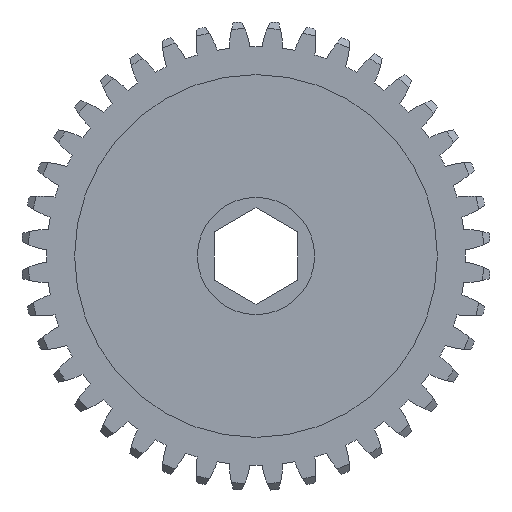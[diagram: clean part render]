
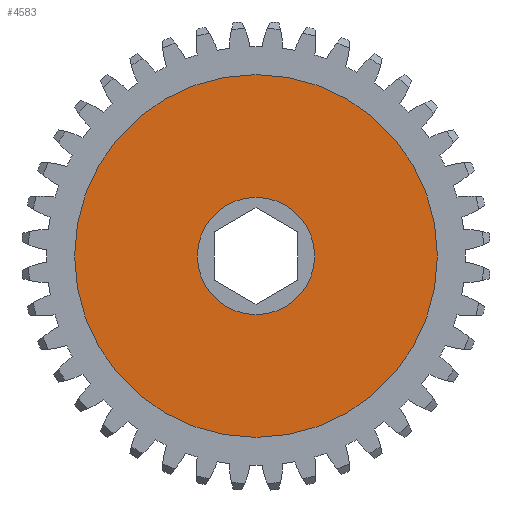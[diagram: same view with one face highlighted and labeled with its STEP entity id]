
A CAD part, left-side view. The second image highlights one B-rep face of the part: STEP entity #4583.
In plain terms, the highlighted planar face has unit normal (-1, 0, 0).
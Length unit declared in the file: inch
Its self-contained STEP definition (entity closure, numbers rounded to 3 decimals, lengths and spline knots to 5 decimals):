
#43 = EDGE_LOOP ( 'NONE', ( #5302, #2938 ) ) ;
#776 = AXIS2_PLACEMENT_3D ( 'NONE', #1454, #1717, #1546 ) ;
#1454 = CARTESIAN_POINT ( 'NONE',  ( 0.1375, 0., 0. ) ) ;
#1500 = DIRECTION ( 'NONE',  ( 1., 0., 0. ) ) ;
#1533 = CARTESIAN_POINT ( 'NONE',  ( 0.1375, 0., 0. ) ) ;
#1546 = DIRECTION ( 'NONE',  ( 0., 0., -1. ) ) ;
#1602 = AXIS2_PLACEMENT_3D ( 'NONE', #2866, #2879, #9029 ) ;
#1717 = DIRECTION ( 'NONE',  ( 1., 0., 0. ) ) ;
#1979 = AXIS2_PLACEMENT_3D ( 'NONE', #4844, #4701, #4642 ) ;
#2241 = ORIENTED_EDGE ( 'NONE', *, *, #6487, .F. ) ;
#2289 = CIRCLE ( 'NONE', #776, 0.2625 ) ;
#2299 = EDGE_LOOP ( 'NONE', ( #2241, #4294 ) ) ;
#2326 = AXIS2_PLACEMENT_3D ( 'NONE', #3480, #4344, #6346 ) ;
#2866 = CARTESIAN_POINT ( 'NONE',  ( 0.1375, 0., 0. ) ) ;
#2879 = DIRECTION ( 'NONE',  ( 1., 0., 0. ) ) ;
#2938 = ORIENTED_EDGE ( 'NONE', *, *, #5964, .T. ) ;
#3480 = CARTESIAN_POINT ( 'NONE',  ( 0.1375, 0., 0. ) ) ;
#3848 = VERTEX_POINT ( 'NONE', #4892 ) ;
#4167 = EDGE_CURVE ( 'NONE', #8190, #3848, #2289, .T. ) ;
#4294 = ORIENTED_EDGE ( 'NONE', *, *, #8078, .F. ) ;
#4344 = DIRECTION ( 'NONE',  ( 1., 0., 0. ) ) ;
#4583 = ADVANCED_FACE ( 'NONE', ( #5808, #5857 ), #4733, .F. ) ;
#4615 = CIRCLE ( 'NONE', #1602, 0.8125 ) ;
#4642 = DIRECTION ( 'NONE',  ( 0., 0., -1. ) ) ;
#4646 = AXIS2_PLACEMENT_3D ( 'NONE', #1533, #1500, #7397 ) ;
#4701 = DIRECTION ( 'NONE',  ( 1., 0., 0. ) ) ;
#4733 = PLANE ( 'NONE',  #1979 ) ;
#4844 = CARTESIAN_POINT ( 'NONE',  ( 0.1375, 0., 0. ) ) ;
#4892 = CARTESIAN_POINT ( 'NONE',  ( 0.1375, 0., 0.2625 ) ) ;
#5302 = ORIENTED_EDGE ( 'NONE', *, *, #4167, .T. ) ;
#5580 = CARTESIAN_POINT ( 'NONE',  ( 0.1375, 0., -0.2625 ) ) ;
#5808 = FACE_OUTER_BOUND ( 'NONE', #2299, .T. ) ;
#5857 = FACE_BOUND ( 'NONE', #43, .T. ) ;
#5964 = EDGE_CURVE ( 'NONE', #3848, #8190, #8897, .T. ) ;
#6346 = DIRECTION ( 'NONE',  ( 0., 0., -1. ) ) ;
#6487 = EDGE_CURVE ( 'NONE', #8554, #7178, #4615, .T. ) ;
#7178 = VERTEX_POINT ( 'NONE', #8843 ) ;
#7397 = DIRECTION ( 'NONE',  ( 0., 0., -1. ) ) ;
#8078 = EDGE_CURVE ( 'NONE', #7178, #8554, #8382, .T. ) ;
#8190 = VERTEX_POINT ( 'NONE', #5580 ) ;
#8382 = CIRCLE ( 'NONE', #2326, 0.8125 ) ;
#8439 = CARTESIAN_POINT ( 'NONE',  ( 0.1375, 0., 0.8125 ) ) ;
#8554 = VERTEX_POINT ( 'NONE', #8439 ) ;
#8843 = CARTESIAN_POINT ( 'NONE',  ( 0.1375, 0., -0.8125 ) ) ;
#8897 = CIRCLE ( 'NONE', #4646, 0.2625 ) ;
#9029 = DIRECTION ( 'NONE',  ( 0., 0., -1. ) ) ;
